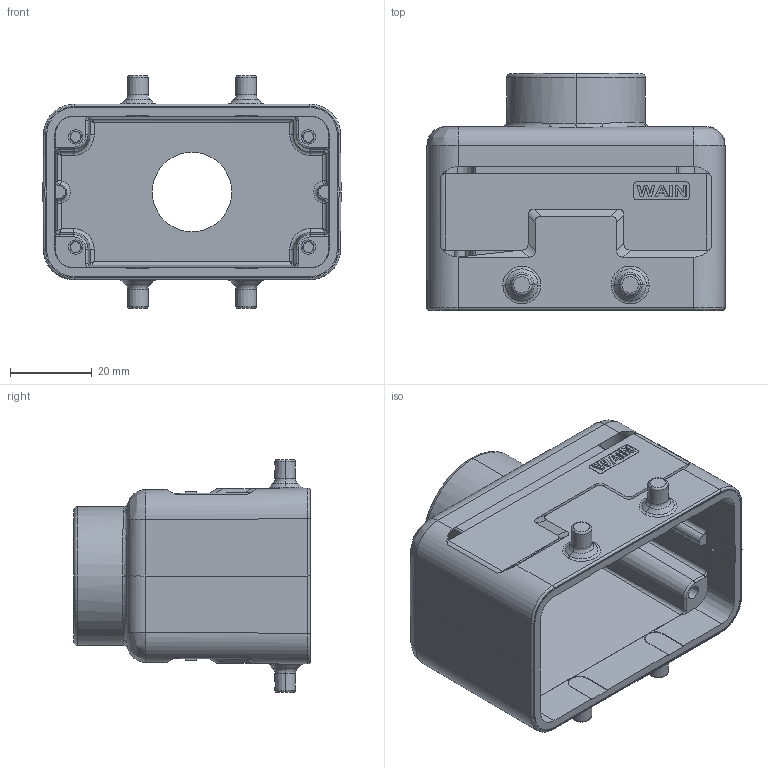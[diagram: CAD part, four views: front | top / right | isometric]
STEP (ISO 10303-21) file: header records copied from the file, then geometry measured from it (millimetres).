
FILE_DESCRIPTION((''),'2;1');
FILE_NAME('W10B-TE','2017-09-20T',('wl.kang'),(''),'PRO/ENGINEER BY PARAMETRIC TECHNOLOGY CORPORATION, 2012480','PRO/ENGINEER BY PARAMETRIC TECHNOLOGY CORPORATION, 2012480','');
FILE_SCHEMA(('AUTOMOTIVE_DESIGN { 1 0 10303 214 1 1 1 1 }'));
Length unit declared in the file: millimetre
Products named in the file (1): W10B-TE
Bounding box: 73 x 58 x 57 mm (x, y, z)
Volume: 47263.5 mm3; surface area: 26377.2 mm2
Topology: 1 solids, 1 shells, 401 faces, 994 edges, 618 vertices
Faces by surface type: plane 193, cylinder 84, bspline 52, cone 36, torus 28, extrusion 4, sphere 4
Entity records: 16385 total; most frequent: CARTESIAN_POINT 7038, ORIENTED_EDGE 1980, DIRECTION 1706, EDGE_CURVE 990, VERTEX_POINT 618, VECTOR 584, LINE 580, AXIS2_PLACEMENT_3D 561
